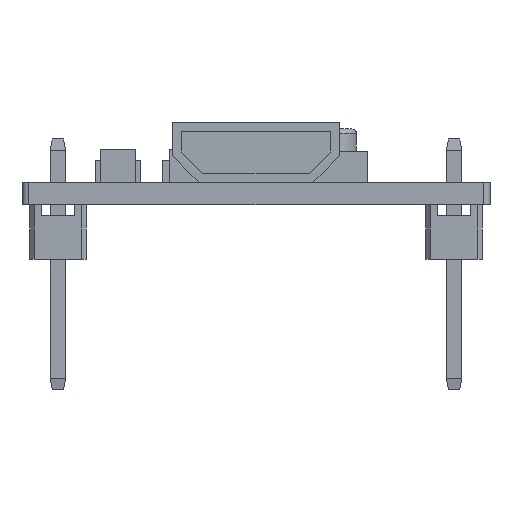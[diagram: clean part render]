
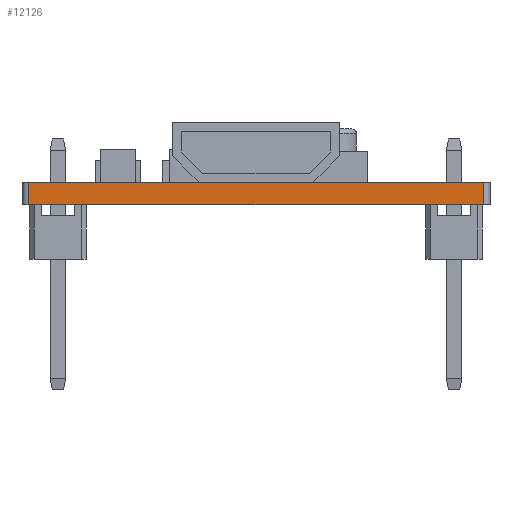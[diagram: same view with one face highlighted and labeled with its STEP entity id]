
A CAD part, front view. The second image highlights one B-rep face of the part: STEP entity #12126.
In plain terms, the highlighted planar face has unit normal (0, -1, 0).
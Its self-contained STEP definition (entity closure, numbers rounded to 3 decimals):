
#571=PLANE('',#12964);
#1079=FACE_OUTER_BOUND('',#1782,.T.);
#1782=EDGE_LOOP('',(#8694,#8695,#8696,#8697));
#2653=LINE('',#18073,#3986);
#2719=LINE('',#18258,#4052);
#2720=LINE('',#18261,#4053);
#2721=LINE('',#18262,#4054);
#3986=VECTOR('',#14251,10.);
#4052=VECTOR('',#14377,10.);
#4053=VECTOR('',#14380,10.);
#4054=VECTOR('',#14381,10.);
#5730=VERTEX_POINT('',#18070);
#5731=VERTEX_POINT('',#18072);
#5819=VERTEX_POINT('',#18254);
#5821=VERTEX_POINT('',#18260);
#6874=EDGE_CURVE('',#5731,#5730,#2653,.T.);
#6967=EDGE_CURVE('',#5731,#5819,#2719,.T.);
#6968=EDGE_CURVE('',#5821,#5730,#2720,.T.);
#6969=EDGE_CURVE('',#5819,#5821,#2721,.T.);
#8694=ORIENTED_EDGE('',*,*,#6967,.F.);
#8695=ORIENTED_EDGE('',*,*,#6874,.T.);
#8696=ORIENTED_EDGE('',*,*,#6968,.F.);
#8697=ORIENTED_EDGE('',*,*,#6969,.F.);
#12126=ADVANCED_FACE('',(#1079),#571,.T.);
#12964=AXIS2_PLACEMENT_3D('',#18259,#14378,#14379);
#14251=DIRECTION('',(1.,0.,0.));
#14377=DIRECTION('',(0.,0.,1.));
#14378=DIRECTION('center_axis',(0.,-1.,0.));
#14379=DIRECTION('ref_axis',(1.,0.,0.));
#14380=DIRECTION('',(0.,0.,-1.));
#14381=DIRECTION('',(1.,0.,0.));
#18070=CARTESIAN_POINT('',(10.2,-25.5,0.));
#18072=CARTESIAN_POINT('',(-10.2,-25.5,0.));
#18073=CARTESIAN_POINT('',(-10.5,-25.5,0.));
#18254=CARTESIAN_POINT('',(-10.2,-25.5,1.));
#18258=CARTESIAN_POINT('',(-10.2,-25.5,0.));
#18259=CARTESIAN_POINT('Origin',(-10.5,-25.5,0.));
#18260=CARTESIAN_POINT('',(10.2,-25.5,1.));
#18261=CARTESIAN_POINT('',(10.2,-25.5,0.));
#18262=CARTESIAN_POINT('',(-10.5,-25.5,1.));
